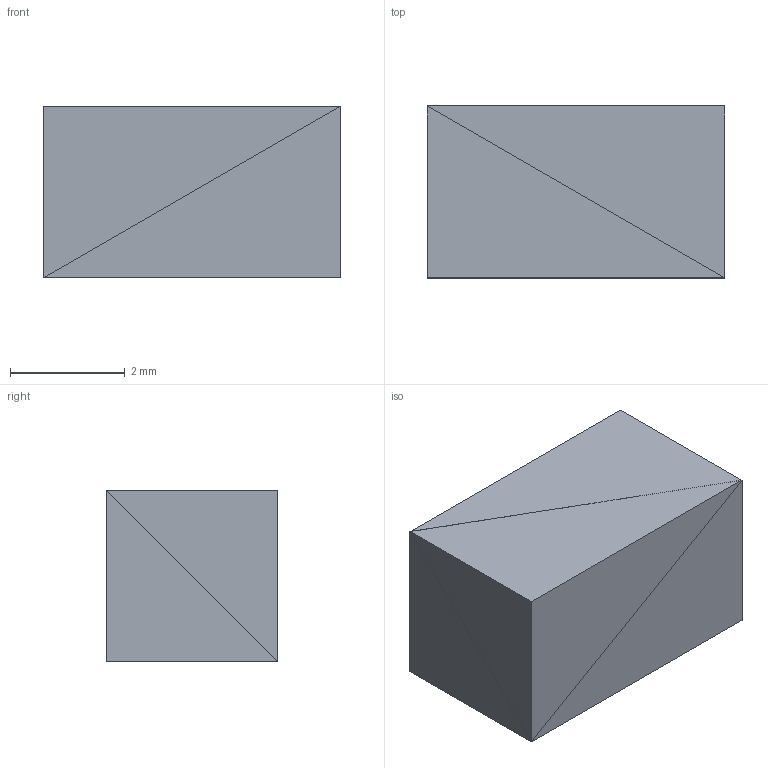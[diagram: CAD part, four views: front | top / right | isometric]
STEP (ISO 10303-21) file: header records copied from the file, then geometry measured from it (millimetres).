
FILE_DESCRIPTION(('FreeCAD Model'),'2;1');
FILE_NAME('Open CASCADE Shape Model','2022-03-24T10:02:20',('Author'),( ''),'Open CASCADE STEP processor 7.5','FreeCAD','Unknown');
FILE_SCHEMA(('AUTOMOTIVE_DESIGN { 1 0 10303 214 1 1 1 1 }'));
Length unit declared in the file: millimetre
Products named in the file (1): led_window_cutout001 (Solid)
Bounding box: 5.2 x 3 x 3 mm (x, y, z)
Volume: 46.8 mm3; surface area: 80.4 mm2
Topology: 1 solids, 1 shells, 12 faces, 18 edges, 8 vertices
Faces by surface type: plane 12
Entity records: 484 total; most frequent: CARTESIAN_POINT 93, DIRECTION 62, ORIENTED_EDGE 36, LINE 36, VECTOR 36, PCURVE 36, DEFINITIONAL_REPRESENTATION 36, EDGE_CURVE 18
